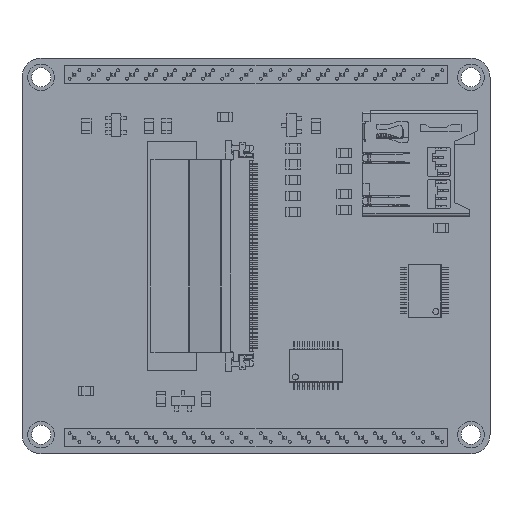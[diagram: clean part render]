
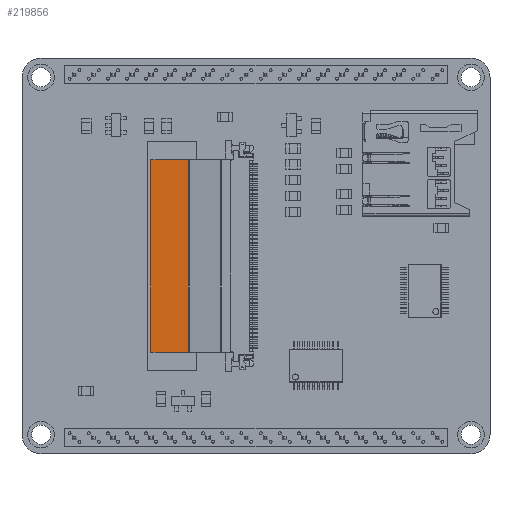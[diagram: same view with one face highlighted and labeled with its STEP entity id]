
A CAD part, front view. The second image highlights one B-rep face of the part: STEP entity #219856.
In plain terms, the highlighted planar face has unit normal (0, -1, 0).
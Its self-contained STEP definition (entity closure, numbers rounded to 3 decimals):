
#10230 = CARTESIAN_POINT ( 'NONE',  ( -13.97, 2.401, 12.811 ) ) ;
#28671 = DIRECTION ( 'NONE',  ( -1., 0., 0. ) ) ;
#30531 = DIRECTION ( 'NONE',  ( 0., 0., 1. ) ) ;
#33460 = CARTESIAN_POINT ( 'NONE',  ( -8.97, 2.401, -12.789 ) ) ;
#42746 = DIRECTION ( 'NONE',  ( 0., 0., 1. ) ) ;
#51672 = VERTEX_POINT ( 'NONE', #33460 ) ;
#54714 = VECTOR ( 'NONE', #30531, 1000. ) ;
#55727 = CARTESIAN_POINT ( 'NONE',  ( -13.97, 2.401, 12.811 ) ) ;
#67912 = EDGE_CURVE ( 'NONE', #152489, #182381, #112696, .T. ) ;
#70865 = ORIENTED_EDGE ( 'NONE', *, *, #208054, .T. ) ;
#77641 = CARTESIAN_POINT ( 'NONE',  ( -8.97, 2.401, 12.811 ) ) ;
#79284 = LINE ( 'NONE', #205973, #152004 ) ;
#109740 = FACE_OUTER_BOUND ( 'NONE', #161670, .T. ) ;
#109773 = AXIS2_PLACEMENT_3D ( 'NONE', #143155, #160429, #158188 ) ;
#112166 = ORIENTED_EDGE ( 'NONE', *, *, #209941, .F. ) ;
#112696 = LINE ( 'NONE', #182972, #54714 ) ;
#132190 = ORIENTED_EDGE ( 'NONE', *, *, #140147, .T. ) ;
#134357 = ORIENTED_EDGE ( 'NONE', *, *, #67912, .F. ) ;
#140147 = EDGE_CURVE ( 'NONE', #189468, #182381, #225636, .T. ) ;
#143155 = CARTESIAN_POINT ( 'NONE',  ( -13.97, 2.401, -12.789 ) ) ;
#152004 = VECTOR ( 'NONE', #187533, 1000. ) ;
#152489 = VERTEX_POINT ( 'NONE', #165496 ) ;
#158188 = DIRECTION ( 'NONE',  ( 0., 0., 1. ) ) ;
#160429 = DIRECTION ( 'NONE',  ( 0., 1., 0. ) ) ;
#161670 = EDGE_LOOP ( 'NONE', ( #132190, #134357, #112166, #70865 ) ) ;
#165496 = CARTESIAN_POINT ( 'NONE',  ( -13.97, 2.401, -12.789 ) ) ;
#167179 = LINE ( 'NONE', #185567, #210293 ) ;
#182381 = VERTEX_POINT ( 'NONE', #55727 ) ;
#182972 = CARTESIAN_POINT ( 'NONE',  ( -13.97, 2.401, -12.789 ) ) ;
#185567 = CARTESIAN_POINT ( 'NONE',  ( -8.97, 2.401, -12.789 ) ) ;
#187533 = DIRECTION ( 'NONE',  ( -1., 0., 0. ) ) ;
#189468 = VERTEX_POINT ( 'NONE', #77641 ) ;
#198445 = PLANE ( 'NONE',  #109773 ) ;
#205973 = CARTESIAN_POINT ( 'NONE',  ( -13.97, 2.401, -12.789 ) ) ;
#208054 = EDGE_CURVE ( 'NONE', #51672, #189468, #167179, .T. ) ;
#209941 = EDGE_CURVE ( 'NONE', #51672, #152489, #79284, .T. ) ;
#210293 = VECTOR ( 'NONE', #42746, 1000. ) ;
#211741 = VECTOR ( 'NONE', #28671, 1000. ) ;
#219856 = ADVANCED_FACE ( 'NONE', ( #109740 ), #198445, .F. ) ;
#225636 = LINE ( 'NONE', #10230, #211741 ) ;
